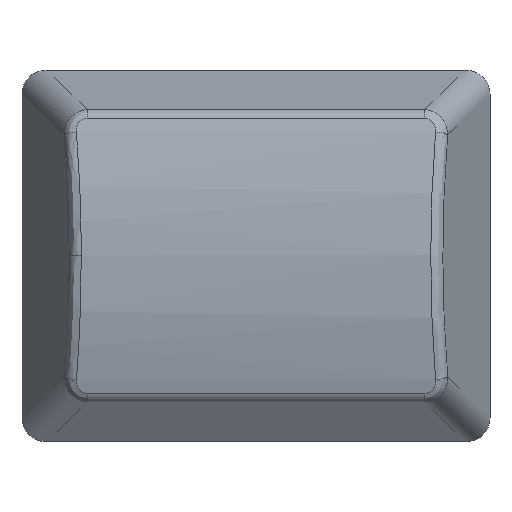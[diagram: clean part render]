
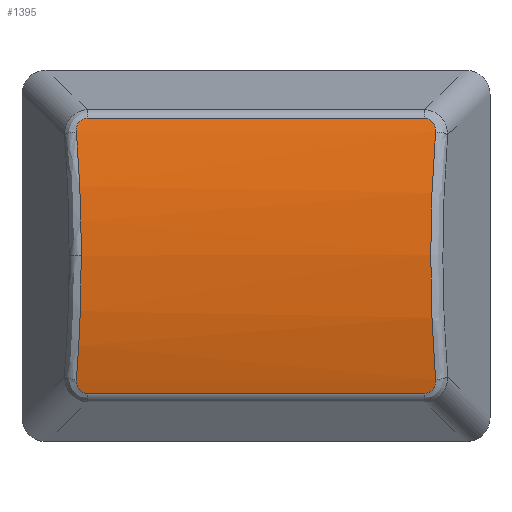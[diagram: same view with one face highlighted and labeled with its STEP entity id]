
A CAD part, top view. The second image highlights one B-rep face of the part: STEP entity #1395.
In plain terms, the highlighted cylindrical face has radius 25.596 mm (diameter 51.191 mm), a partial arc.
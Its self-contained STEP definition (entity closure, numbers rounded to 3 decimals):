
#1273=CARTESIAN_POINT('',(-749.764,143.35,-18.096));
#1274=DIRECTION('',(1.,0.,0.));
#1275=DIRECTION('',(0.,0.,-1.));
#1276=AXIS2_PLACEMENT_3D('',#1273,#1274,#1275);
#1277=CYLINDRICAL_SURFACE('',#1276,25.596);
#1278=CARTESIAN_POINT('',(-15.993,137.243,6.761));
#1279=VERTEX_POINT('',#1278);
#1280=CARTESIAN_POINT('',(-15.452,136.58,6.589));
#1281=VERTEX_POINT('',#1280);
#1282=CARTESIAN_POINT('',(-15.993,137.243,6.761));
#1283=CARTESIAN_POINT('',(-15.999,137.163,6.741));
#1284=CARTESIAN_POINT('',(-15.994,137.083,6.721));
#1285=CARTESIAN_POINT('',(-15.974,137.004,6.701));
#1286=CARTESIAN_POINT('',(-15.954,136.925,6.681));
#1287=CARTESIAN_POINT('',(-15.921,136.851,6.661));
#1288=CARTESIAN_POINT('',(-15.872,136.787,6.644));
#1289=CARTESIAN_POINT('',(-15.823,136.722,6.627));
#1290=CARTESIAN_POINT('',(-15.76,136.669,6.613));
#1291=CARTESIAN_POINT('',(-15.687,136.633,6.603));
#1292=CARTESIAN_POINT('',(-15.614,136.598,6.593));
#1293=CARTESIAN_POINT('',(-15.533,136.58,6.589));
#1294=CARTESIAN_POINT('',(-15.452,136.58,6.589));
#1295=B_SPLINE_CURVE_WITH_KNOTS('',3,(#1282,#1283,#1284,#1285,#1286,#1287,#1288,#1289,#1290,#1291,#1292,#1293,#1294),.UNSPECIFIED.,.F.,.F.,(4,3,3,3,4),(0.002,0.002,0.002,0.003,0.003),.UNSPECIFIED.);
#1296=EDGE_CURVE('',#1279,#1281,#1295,.T.);
#1297=ORIENTED_EDGE('',*,*,#1296,.T.);
#1298=CARTESIAN_POINT('',(1.165,136.58,6.589));
#1299=VERTEX_POINT('',#1298);
#1300=CARTESIAN_POINT('',(-15.452,136.58,6.589));
#1301=DIRECTION('',(1.,0.,0.));
#1302=VECTOR('',#1301,16.617);
#1303=LINE('',#1300,#1302);
#1304=EDGE_CURVE('',#1281,#1299,#1303,.T.);
#1305=ORIENTED_EDGE('',*,*,#1304,.T.);
#1306=CARTESIAN_POINT('',(1.705,137.243,6.761));
#1307=VERTEX_POINT('',#1306);
#1308=CARTESIAN_POINT('',(1.165,136.58,6.589));
#1309=CARTESIAN_POINT('',(1.245,136.58,6.589));
#1310=CARTESIAN_POINT('',(1.326,136.598,6.593));
#1311=CARTESIAN_POINT('',(1.4,136.633,6.603));
#1312=CARTESIAN_POINT('',(1.473,136.669,6.613));
#1313=CARTESIAN_POINT('',(1.536,136.722,6.627));
#1314=CARTESIAN_POINT('',(1.585,136.787,6.644));
#1315=CARTESIAN_POINT('',(1.633,136.851,6.661));
#1316=CARTESIAN_POINT('',(1.667,136.925,6.681));
#1317=CARTESIAN_POINT('',(1.686,137.004,6.701));
#1318=CARTESIAN_POINT('',(1.706,137.083,6.721));
#1319=CARTESIAN_POINT('',(1.712,137.163,6.741));
#1320=CARTESIAN_POINT('',(1.705,137.243,6.761));
#1321=B_SPLINE_CURVE_WITH_KNOTS('',3,(#1308,#1309,#1310,#1311,#1312,#1313,#1314,#1315,#1316,#1317,#1318,#1319,#1320),.UNSPECIFIED.,.F.,.F.,(4,3,3,3,4),(0.002,0.002,0.002,0.003,0.003),.UNSPECIFIED.);
#1322=EDGE_CURVE('',#1299,#1307,#1321,.T.);
#1323=ORIENTED_EDGE('',*,*,#1322,.T.);
#1324=CARTESIAN_POINT('',(1.705,149.457,6.761));
#1325=VERTEX_POINT('',#1324);
#1326=CARTESIAN_POINT('',(9.682,143.35,-18.096));
#1327=DIRECTION('',(-0.952,-0.,-0.306));
#1328=DIRECTION('',(0.306,0.,-0.952));
#1329=AXIS2_PLACEMENT_3D('',#1326,#1327,#1328);
#1330=ELLIPSE('',#1329,26.881,25.596);
#1331=EDGE_CURVE('',#1307,#1325,#1330,.T.);
#1332=ORIENTED_EDGE('',*,*,#1331,.T.);
#1333=CARTESIAN_POINT('',(1.165,150.12,6.589));
#1334=VERTEX_POINT('',#1333);
#1335=CARTESIAN_POINT('',(1.705,149.457,6.761));
#1336=CARTESIAN_POINT('',(1.712,149.537,6.741));
#1337=CARTESIAN_POINT('',(1.706,149.617,6.721));
#1338=CARTESIAN_POINT('',(1.686,149.696,6.701));
#1339=CARTESIAN_POINT('',(1.667,149.775,6.681));
#1340=CARTESIAN_POINT('',(1.633,149.849,6.661));
#1341=CARTESIAN_POINT('',(1.585,149.913,6.644));
#1342=CARTESIAN_POINT('',(1.536,149.978,6.627));
#1343=CARTESIAN_POINT('',(1.473,150.031,6.613));
#1344=CARTESIAN_POINT('',(1.4,150.067,6.603));
#1345=CARTESIAN_POINT('',(1.326,150.102,6.593));
#1346=CARTESIAN_POINT('',(1.245,150.12,6.589));
#1347=CARTESIAN_POINT('',(1.165,150.12,6.589));
#1348=B_SPLINE_CURVE_WITH_KNOTS('',3,(#1335,#1336,#1337,#1338,#1339,#1340,#1341,#1342,#1343,#1344,#1345,#1346,#1347),.UNSPECIFIED.,.F.,.F.,(4,3,3,3,4),(0.002,0.002,0.002,0.003,0.003),.UNSPECIFIED.);
#1349=EDGE_CURVE('',#1325,#1334,#1348,.T.);
#1350=ORIENTED_EDGE('',*,*,#1349,.T.);
#1351=CARTESIAN_POINT('',(-15.452,150.12,6.589));
#1352=VERTEX_POINT('',#1351);
#1353=CARTESIAN_POINT('',(1.165,150.12,6.589));
#1354=DIRECTION('',(-1.,-0.,-0.));
#1355=VECTOR('',#1354,16.617);
#1356=LINE('',#1353,#1355);
#1357=EDGE_CURVE('',#1334,#1352,#1356,.T.);
#1358=ORIENTED_EDGE('',*,*,#1357,.T.);
#1359=CARTESIAN_POINT('',(-15.993,149.457,6.761));
#1360=VERTEX_POINT('',#1359);
#1361=CARTESIAN_POINT('',(-15.452,150.12,6.589));
#1362=CARTESIAN_POINT('',(-15.533,150.12,6.589));
#1363=CARTESIAN_POINT('',(-15.614,150.102,6.593));
#1364=CARTESIAN_POINT('',(-15.687,150.067,6.603));
#1365=CARTESIAN_POINT('',(-15.76,150.031,6.613));
#1366=CARTESIAN_POINT('',(-15.823,149.978,6.627));
#1367=CARTESIAN_POINT('',(-15.872,149.913,6.644));
#1368=CARTESIAN_POINT('',(-15.921,149.849,6.661));
#1369=CARTESIAN_POINT('',(-15.954,149.775,6.681));
#1370=CARTESIAN_POINT('',(-15.974,149.696,6.701));
#1371=CARTESIAN_POINT('',(-15.994,149.617,6.721));
#1372=CARTESIAN_POINT('',(-15.999,149.537,6.741));
#1373=CARTESIAN_POINT('',(-15.993,149.457,6.761));
#1374=B_SPLINE_CURVE_WITH_KNOTS('',3,(#1361,#1362,#1363,#1364,#1365,#1366,#1367,#1368,#1369,#1370,#1371,#1372,#1373),.UNSPECIFIED.,.F.,.F.,(4,3,3,3,4),(0.002,0.002,0.002,0.003,0.003),.UNSPECIFIED.);
#1375=EDGE_CURVE('',#1352,#1360,#1374,.T.);
#1376=ORIENTED_EDGE('',*,*,#1375,.T.);
#1377=CARTESIAN_POINT('',(-15.756,143.35,7.5));
#1378=VERTEX_POINT('',#1377);
#1379=CARTESIAN_POINT('',(-23.97,143.35,-18.096));
#1380=DIRECTION('',(0.952,-0.,-0.306));
#1381=DIRECTION('',(0.306,0.,0.952));
#1382=AXIS2_PLACEMENT_3D('',#1379,#1380,#1381);
#1383=ELLIPSE('',#1382,26.881,25.596);
#1384=EDGE_CURVE('',#1360,#1378,#1383,.T.);
#1385=ORIENTED_EDGE('',*,*,#1384,.T.);
#1386=CARTESIAN_POINT('',(-23.97,143.35,-18.096));
#1387=DIRECTION('',(0.952,-0.,-0.306));
#1388=DIRECTION('',(0.306,0.,0.952));
#1389=AXIS2_PLACEMENT_3D('',#1386,#1387,#1388);
#1390=ELLIPSE('',#1389,26.881,25.596);
#1391=EDGE_CURVE('',#1378,#1279,#1390,.T.);
#1392=ORIENTED_EDGE('',*,*,#1391,.T.);
#1393=EDGE_LOOP('',(#1297,#1305,#1323,#1332,#1350,#1358,#1376,#1385,#1392));
#1394=FACE_BOUND('',#1393,.T.);
#1395=ADVANCED_FACE('',(#1394),#1277,.T.);
